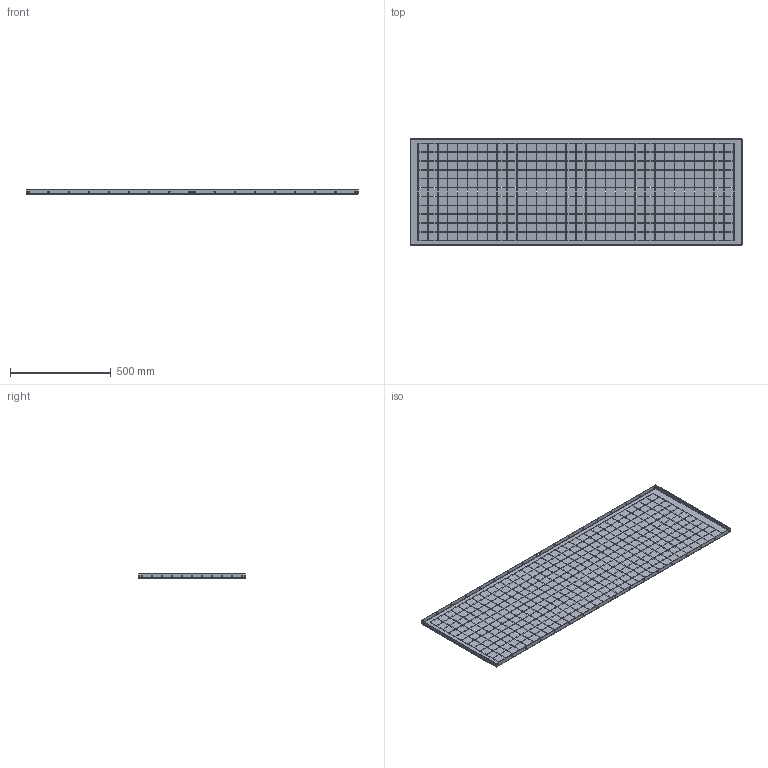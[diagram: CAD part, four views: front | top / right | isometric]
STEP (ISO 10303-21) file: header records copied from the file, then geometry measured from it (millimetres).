
FILE_DESCRIPTION (( 'STEP AP214' ), '1' );
FILE_NAME ('ÌÈ-2566.00.00.001 Ïåðåãîðîäêà âåðòèêàëüíàÿ ïî øèðèíå øêàôà 1800õ600.STEP', '2022-12-09T06:29:11', ( '' ), ( '' ), 'SwSTEP 2.0', 'SolidWorks 2021', '' );
FILE_SCHEMA (( 'AUTOMOTIVE_DESIGN' ));
Length unit declared in the file: millimetre
Products named in the file (1): ÌÈ-2566.00.00.001 Ïåðåãîðîäêà âåðòèêàëüíàÿ ïî øèðèíå øêàôà 1800õ600
Bounding box: 1649 x 528 x 21 mm (x, y, z)
Volume: 891286.7 mm3; surface area: 1852577.9 mm2
Topology: 1 solids, 1 shells, 3144 faces, 9394 edges, 6252 vertices
Faces by surface type: plane 3014, cylinder 122, bspline 8
Entity records: 107577 total; most frequent: CARTESIAN_POINT 19552, ORIENTED_EDGE 18788, DIRECTION 15868, EDGE_CURVE 9394, LINE 9138, VECTOR 9138, VERTEX_POINT 6252, EDGE_LOOP 4750
